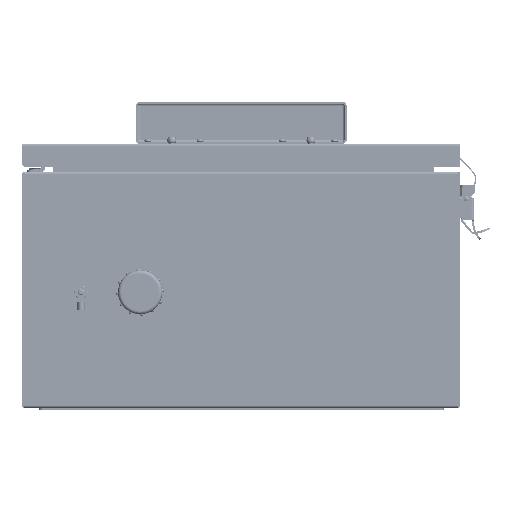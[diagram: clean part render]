
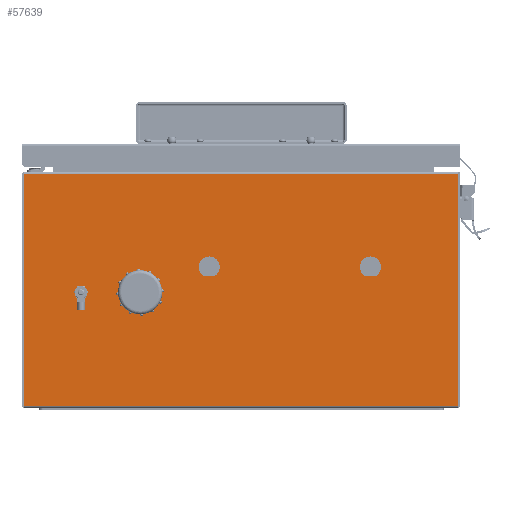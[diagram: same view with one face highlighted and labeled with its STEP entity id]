
A CAD part, front view. The second image highlights one B-rep face of the part: STEP entity #57639.
In plain terms, the highlighted planar face has unit normal (0, -1, 0).
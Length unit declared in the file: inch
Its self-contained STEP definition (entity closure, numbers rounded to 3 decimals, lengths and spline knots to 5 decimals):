
#426 = DIRECTION ( 'NONE',  ( 0., 0., -1. ) ) ;
#526 = DIRECTION ( 'NONE',  ( 0., 0., 1. ) ) ;
#1934 = VECTOR ( 'NONE', #9161, 39.37008 ) ;
#2303 = CARTESIAN_POINT ( 'NONE',  ( -3., -7.25, 3.81 ) ) ;
#3976 = CIRCLE ( 'NONE', #32473, 0.445 ) ;
#6041 = CARTESIAN_POINT ( 'NONE',  ( -6.435, -7.25, 0.005 ) ) ;
#6491 = CIRCLE ( 'NONE', #45879, 0.102 ) ;
#7705 = CARTESIAN_POINT ( 'NONE',  ( 0., -7.25, 0. ) ) ;
#8000 = LINE ( 'NONE', #22204, #1934 ) ;
#8729 = FACE_BOUND ( 'NONE', #79129, .T. ) ;
#9161 = DIRECTION ( 'NONE',  ( 1., 0., 0. ) ) ;
#9945 = CARTESIAN_POINT ( 'NONE',  ( 3.99482, -7.25, 3.8495 ) ) ;
#10430 = CIRCLE ( 'NONE', #44844, 0.3125 ) ;
#11961 = CARTESIAN_POINT ( 'NONE',  ( -6.435, -7.25, 6.875 ) ) ;
#12610 = DIRECTION ( 'NONE',  ( 0., 0., -1. ) ) ;
#13438 = CARTESIAN_POINT ( 'NONE',  ( 6.435, -7.25, 0. ) ) ;
#14081 = CARTESIAN_POINT ( 'NONE',  ( -6.435, -7.25, 0. ) ) ;
#14843 = FACE_OUTER_BOUND ( 'NONE', #50317, .T. ) ;
#14862 = ORIENTED_EDGE ( 'NONE', *, *, #30336, .F. ) ;
#16197 = CARTESIAN_POINT ( 'NONE',  ( -4.75, -7.25, 3.365 ) ) ;
#16729 = ORIENTED_EDGE ( 'NONE', *, *, #47862, .F. ) ;
#16791 = VERTEX_POINT ( 'NONE', #62911 ) ;
#18586 = ORIENTED_EDGE ( 'NONE', *, *, #66553, .F. ) ;
#19134 = ORIENTED_EDGE ( 'NONE', *, *, #49843, .F. ) ;
#19235 = CARTESIAN_POINT ( 'NONE',  ( -4.75, -7.25, 3.365 ) ) ;
#19321 = EDGE_CURVE ( 'NONE', #19740, #54690, #24722, .T. ) ;
#19740 = VERTEX_POINT ( 'NONE', #78007 ) ;
#19771 = CIRCLE ( 'NONE', #81776, 0.445 ) ;
#21550 = VERTEX_POINT ( 'NONE', #31300 ) ;
#21915 = VERTEX_POINT ( 'NONE', #9945 ) ;
#22204 = CARTESIAN_POINT ( 'NONE',  ( 3.66518, -7.25, 3.8495 ) ) ;
#23367 = CARTESIAN_POINT ( 'NONE',  ( -3., -7.25, 3.365 ) ) ;
#23424 = VERTEX_POINT ( 'NONE', #73186 ) ;
#24722 = LINE ( 'NONE', #61711, #25699 ) ;
#25699 = VECTOR ( 'NONE', #73855, 39.37008 ) ;
#25954 = DIRECTION ( 'NONE',  ( 0., -1., 0. ) ) ;
#27199 = ORIENTED_EDGE ( 'NONE', *, *, #61927, .F. ) ;
#27908 = EDGE_CURVE ( 'NONE', #73077, #67198, #38213, .T. ) ;
#28078 = DIRECTION ( 'NONE',  ( 0., 0., 1. ) ) ;
#29192 = DIRECTION ( 'NONE',  ( 0., 0., -1. ) ) ;
#29544 = EDGE_CURVE ( 'NONE', #21915, #21550, #10430, .T. ) ;
#30336 = EDGE_CURVE ( 'NONE', #23424, #70333, #37666, .T. ) ;
#30411 = VERTEX_POINT ( 'NONE', #2303 ) ;
#30710 = EDGE_CURVE ( 'NONE', #54690, #19740, #57829, .T. ) ;
#30862 = CARTESIAN_POINT ( 'NONE',  ( -0.95, -7.25, 4.115 ) ) ;
#31300 = CARTESIAN_POINT ( 'NONE',  ( 3.66518, -7.25, 3.8495 ) ) ;
#32473 = AXIS2_PLACEMENT_3D ( 'NONE', #23367, #36374, #74999 ) ;
#32513 = AXIS2_PLACEMENT_3D ( 'NONE', #30862, #38496, #83648 ) ;
#32886 = CIRCLE ( 'NONE', #53417, 0.102 ) ;
#34040 = DIRECTION ( 'NONE',  ( -1., 0., 0. ) ) ;
#35911 = VERTEX_POINT ( 'NONE', #37022 ) ;
#36374 = DIRECTION ( 'NONE',  ( 0., -1., 0. ) ) ;
#37022 = CARTESIAN_POINT ( 'NONE',  ( -4.75, -7.25, 3.467 ) ) ;
#37036 = EDGE_CURVE ( 'NONE', #21550, #21915, #8000, .T. ) ;
#37060 = AXIS2_PLACEMENT_3D ( 'NONE', #7705, #52970, #28078 ) ;
#37067 = EDGE_LOOP ( 'NONE', ( #19134, #16729 ) ) ;
#37666 = LINE ( 'NONE', #59417, #65900 ) ;
#37739 = ORIENTED_EDGE ( 'NONE', *, *, #80424, .F. ) ;
#38213 = LINE ( 'NONE', #51178, #77501 ) ;
#38417 = CARTESIAN_POINT ( 'NONE',  ( 3.83, -7.25, 4.115 ) ) ;
#38496 = DIRECTION ( 'NONE',  ( 0., -1., 0. ) ) ;
#40414 = EDGE_CURVE ( 'NONE', #35911, #79788, #6491, .T. ) ;
#41869 = CARTESIAN_POINT ( 'NONE',  ( -3., -7.25, 3.365 ) ) ;
#42809 = LINE ( 'NONE', #13438, #83306 ) ;
#43282 = CARTESIAN_POINT ( 'NONE',  ( -4.75, -7.25, 3.263 ) ) ;
#44844 = AXIS2_PLACEMENT_3D ( 'NONE', #38417, #25954, #12610 ) ;
#45879 = AXIS2_PLACEMENT_3D ( 'NONE', #19235, #83625, #57099 ) ;
#47862 = EDGE_CURVE ( 'NONE', #30411, #16791, #3976, .T. ) ;
#48153 = FACE_BOUND ( 'NONE', #51896, .T. ) ;
#48541 = VECTOR ( 'NONE', #526, 39.37008 ) ;
#49843 = EDGE_CURVE ( 'NONE', #16791, #30411, #19771, .T. ) ;
#50317 = EDGE_LOOP ( 'NONE', ( #37739, #14862, #27199, #83388 ) ) ;
#50363 = DIRECTION ( 'NONE',  ( 0., 0., -1. ) ) ;
#51178 = CARTESIAN_POINT ( 'NONE',  ( 0., -7.25, 6.875 ) ) ;
#51896 = EDGE_LOOP ( 'NONE', ( #18586, #71076 ) ) ;
#52970 = DIRECTION ( 'NONE',  ( 0., 1., 0. ) ) ;
#53417 = AXIS2_PLACEMENT_3D ( 'NONE', #16197, #67903, #50363 ) ;
#53800 = CARTESIAN_POINT ( 'NONE',  ( 6.435, -7.25, 6.875 ) ) ;
#54074 = PLANE ( 'NONE',  #37060 ) ;
#54690 = VERTEX_POINT ( 'NONE', #54824 ) ;
#54824 = CARTESIAN_POINT ( 'NONE',  ( -0.78518, -7.25, 3.8495 ) ) ;
#55430 = DIRECTION ( 'NONE',  ( 0., -1., 0. ) ) ;
#57099 = DIRECTION ( 'NONE',  ( 0., 0., -1. ) ) ;
#57639 = ADVANCED_FACE ( 'NONE', ( #79522, #8729, #66419, #48153, #14843 ), #54074, .F. ) ;
#57829 = CIRCLE ( 'NONE', #32513, 0.3125 ) ;
#59417 = CARTESIAN_POINT ( 'NONE',  ( 6.435, -7.25, 0.005 ) ) ;
#61711 = CARTESIAN_POINT ( 'NONE',  ( -0.78518, -7.25, 3.8495 ) ) ;
#61927 = EDGE_CURVE ( 'NONE', #67198, #23424, #42809, .T. ) ;
#62911 = CARTESIAN_POINT ( 'NONE',  ( -3., -7.25, 2.92 ) ) ;
#65856 = ORIENTED_EDGE ( 'NONE', *, *, #30710, .F. ) ;
#65900 = VECTOR ( 'NONE', #34040, 39.37008 ) ;
#66419 = FACE_BOUND ( 'NONE', #37067, .T. ) ;
#66553 = EDGE_CURVE ( 'NONE', #79788, #35911, #32886, .T. ) ;
#67198 = VERTEX_POINT ( 'NONE', #53800 ) ;
#67903 = DIRECTION ( 'NONE',  ( 0., -1., 0. ) ) ;
#69670 = ORIENTED_EDGE ( 'NONE', *, *, #29544, .F. ) ;
#70333 = VERTEX_POINT ( 'NONE', #6041 ) ;
#70371 = DIRECTION ( 'NONE',  ( 1., 0., 0. ) ) ;
#71076 = ORIENTED_EDGE ( 'NONE', *, *, #40414, .F. ) ;
#73077 = VERTEX_POINT ( 'NONE', #11961 ) ;
#73186 = CARTESIAN_POINT ( 'NONE',  ( 6.435, -7.25, 0.005 ) ) ;
#73855 = DIRECTION ( 'NONE',  ( 1., 0., 0. ) ) ;
#74999 = DIRECTION ( 'NONE',  ( 0., 0., -1. ) ) ;
#75209 = ORIENTED_EDGE ( 'NONE', *, *, #19321, .F. ) ;
#77501 = VECTOR ( 'NONE', #70371, 39.37008 ) ;
#78007 = CARTESIAN_POINT ( 'NONE',  ( -1.11482, -7.25, 3.8495 ) ) ;
#79129 = EDGE_LOOP ( 'NONE', ( #79896, #69670 ) ) ;
#79345 = LINE ( 'NONE', #14081, #48541 ) ;
#79522 = FACE_BOUND ( 'NONE', #82005, .T. ) ;
#79788 = VERTEX_POINT ( 'NONE', #43282 ) ;
#79896 = ORIENTED_EDGE ( 'NONE', *, *, #37036, .F. ) ;
#80424 = EDGE_CURVE ( 'NONE', #70333, #73077, #79345, .T. ) ;
#81776 = AXIS2_PLACEMENT_3D ( 'NONE', #41869, #55430, #29192 ) ;
#82005 = EDGE_LOOP ( 'NONE', ( #75209, #65856 ) ) ;
#83306 = VECTOR ( 'NONE', #426, 39.37008 ) ;
#83388 = ORIENTED_EDGE ( 'NONE', *, *, #27908, .F. ) ;
#83625 = DIRECTION ( 'NONE',  ( 0., -1., 0. ) ) ;
#83648 = DIRECTION ( 'NONE',  ( 0., 0., -1. ) ) ;
